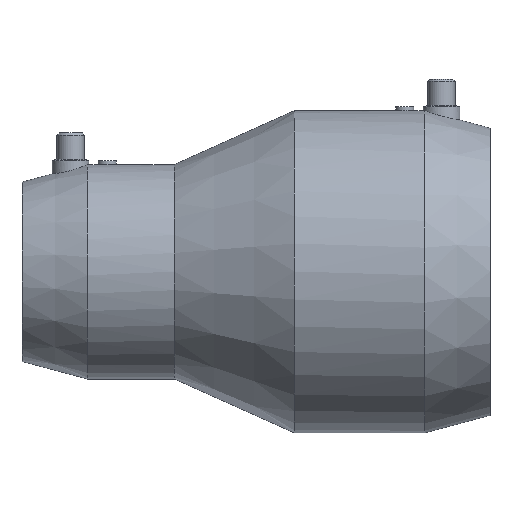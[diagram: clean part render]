
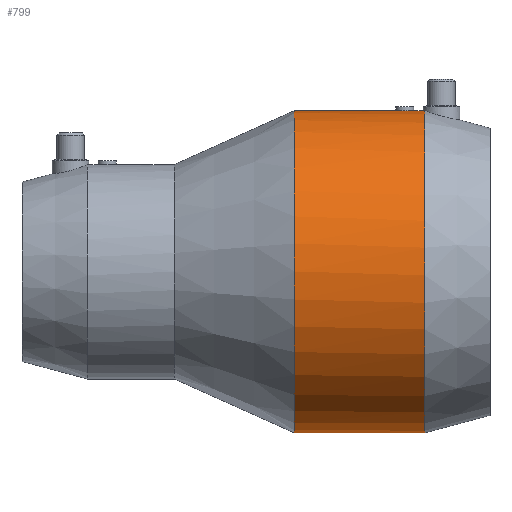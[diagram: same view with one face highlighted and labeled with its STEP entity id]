
A CAD part, top view. The second image highlights one B-rep face of the part: STEP entity #799.
In plain terms, the highlighted cylindrical face has radius 70.25 mm (diameter 140.5 mm), a partial arc.
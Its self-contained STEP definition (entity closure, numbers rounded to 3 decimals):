
#351 = EDGE_CURVE( '', #439, #765, #964, .T. );
#411 = EDGE_CURVE( '', #457, #585, #1029, .T. );
#439 = VERTEX_POINT( '', #1060 );
#441 = EDGE_CURVE( '', #585, #821, #1062, .T. );
#457 = VERTEX_POINT( '', #1078 );
#459 = EDGE_CURVE( '', #579, #877, #1080, .T. );
#567 = EDGE_CURVE( '', #579, #439, #1200, .T. );
#569 = EDGE_CURVE( '', #765, #457, #1202, .T. );
#579 = VERTEX_POINT( '', #1214 );
#585 = VERTEX_POINT( '', #1221 );
#765 = VERTEX_POINT( '', #1428 );
#799 = ADVANCED_FACE( '', ( #1468 ), #1469, .T. );
#821 = VERTEX_POINT( '', #1492 );
#877 = VERTEX_POINT( '', #1557 );
#897 = EDGE_CURVE( '', #821, #877, #1580, .T. );
#964 = CIRCLE( '', #1650, 70.25 );
#1029 = LINE( '', #1911, #1912 );
#1060 = CARTESIAN_POINT( '', ( 44.043, -70.25, 0. ) );
#1062 = B_SPLINE_CURVE_WITH_KNOTS( '', 3, ( #1955, #1956, #1957, #1958, #1959, #1960, #1961, #1962, #1963, #1964, #1965, #1966, #1967, #1968, #1969, #1970, #1971, #1972, #1973, #1974, #1975, #1976, #1977, #1978, #1979, #1980, #1981, #1982, #1983, #1984, #1985, #1986, #1987, #1988 ), .UNSPECIFIED., .F., .F., ( 4, 2, 2, 2, 2, 2, 2, 2, 2, 2, 2, 2, 2, 2, 2, 2, 4 ), ( 6.028, 6.782, 7.535, 8.289, 9.043, 9.796, 10.55, 11.303, 12.057, 12.81, 13.564, 14.317, 15.071, 15.825, 16.578, 17.332, 18.085 ), .UNSPECIFIED. );
#1078 = CARTESIAN_POINT( '', ( 43.333, 70.25, 0. ) );
#1080 = CIRCLE( '', #2025, 70.25 );
#1200 = LINE( '', #2274, #2275 );
#1202 = B_SPLINE_CURVE_WITH_KNOTS( '', 3, ( #2278, #2279, #2280, #2281, #2282, #2283, #2284, #2285, #2286, #2287, #2288, #2289, #2290, #2291 ), .UNSPECIFIED., .F., .F., ( 4, 2, 2, 2, 2, 2, 4 ), ( 8.811, 9.049, 10.557, 12.065, 13.573, 15.082, 15.319 ), .UNSPECIFIED. );
#1214 = CARTESIAN_POINT( '', ( -12.778, -70.25, 0. ) );
#1221 = CARTESIAN_POINT( '', ( 39.333, 70.25, 0. ) );
#1428 = CARTESIAN_POINT( '', ( 44.043, 70.173, 3.294 ) );
#1468 = FACE_OUTER_BOUND( '', #2696, .T. );
#1469 = CYLINDRICAL_SURFACE( '', #2697, 70.25 );
#1492 = CARTESIAN_POINT( '', ( 31.333, 70.25, 0. ) );
#1557 = CARTESIAN_POINT( '', ( -12.778, 70.25, 0. ) );
#1580 = LINE( '', #2838, #2839 );
#1650 = AXIS2_PLACEMENT_3D( '', #2932, #2933, #2934 );
#1911 = CARTESIAN_POINT( '', ( 15.632, 70.25, 0. ) );
#1912 = VECTOR( '', #3000, 1. );
#1955 = CARTESIAN_POINT( '', ( 39.333, 70.25, 0. ) );
#1956 = CARTESIAN_POINT( '', ( 39.333, 70.25, 0.251 ) );
#1957 = CARTESIAN_POINT( '', ( 39.309, 70.249, 0.511 ) );
#1958 = CARTESIAN_POINT( '', ( 39.208, 70.243, 1.028 ) );
#1959 = CARTESIAN_POINT( '', ( 39.131, 70.239, 1.285 ) );
#1960 = CARTESIAN_POINT( '', ( 38.927, 70.228, 1.777 ) );
#1961 = CARTESIAN_POINT( '', ( 38.8, 70.221, 2.013 ) );
#1962 = CARTESIAN_POINT( '', ( 38.506, 70.208, 2.45 ) );
#1963 = CARTESIAN_POINT( '', ( 38.339, 70.2, 2.651 ) );
#1964 = CARTESIAN_POINT( '', ( 37.984, 70.186, 3.006 ) );
#1965 = CARTESIAN_POINT( '', ( 37.784, 70.178, 3.173 ) );
#1966 = CARTESIAN_POINT( '', ( 37.347, 70.165, 3.466 ) );
#1967 = CARTESIAN_POINT( '', ( 37.111, 70.158, 3.593 ) );
#1968 = CARTESIAN_POINT( '', ( 36.618, 70.147, 3.798 ) );
#1969 = CARTESIAN_POINT( '', ( 36.361, 70.143, 3.875 ) );
#1970 = CARTESIAN_POINT( '', ( 35.844, 70.137, 3.976 ) );
#1971 = CARTESIAN_POINT( '', ( 35.585, 70.136, 4. ) );
#1972 = CARTESIAN_POINT( '', ( 35.082, 70.136, 4. ) );
#1973 = CARTESIAN_POINT( '', ( 34.822, 70.137, 3.976 ) );
#1974 = CARTESIAN_POINT( '', ( 34.306, 70.143, 3.875 ) );
#1975 = CARTESIAN_POINT( '', ( 34.049, 70.147, 3.798 ) );
#1976 = CARTESIAN_POINT( '', ( 33.556, 70.158, 3.593 ) );
#1977 = CARTESIAN_POINT( '', ( 33.32, 70.165, 3.466 ) );
#1978 = CARTESIAN_POINT( '', ( 32.883, 70.178, 3.173 ) );
#1979 = CARTESIAN_POINT( '', ( 32.682, 70.186, 3.006 ) );
#1980 = CARTESIAN_POINT( '', ( 32.327, 70.2, 2.651 ) );
#1981 = CARTESIAN_POINT( '', ( 32.161, 70.208, 2.45 ) );
#1982 = CARTESIAN_POINT( '', ( 31.867, 70.221, 2.013 ) );
#1983 = CARTESIAN_POINT( '', ( 31.74, 70.228, 1.777 ) );
#1984 = CARTESIAN_POINT( '', ( 31.536, 70.239, 1.285 ) );
#1985 = CARTESIAN_POINT( '', ( 31.459, 70.243, 1.028 ) );
#1986 = CARTESIAN_POINT( '', ( 31.357, 70.249, 0.511 ) );
#1987 = CARTESIAN_POINT( '', ( 31.333, 70.25, 0.251 ) );
#1988 = CARTESIAN_POINT( '', ( 31.333, 70.25, 0. ) );
#2025 = AXIS2_PLACEMENT_3D( '', #3054, #3055, #3056 );
#2274 = CARTESIAN_POINT( '', ( 15.632, -70.25, 0. ) );
#2275 = VECTOR( '', #3196, 1. );
#2278 = CARTESIAN_POINT( '', ( 44.043, 70.173, 3.294 ) );
#2279 = CARTESIAN_POINT( '', ( 44.008, 70.176, 3.218 ) );
#2280 = CARTESIAN_POINT( '', ( 43.975, 70.18, 3.14 ) );
#2281 = CARTESIAN_POINT( '', ( 43.739, 70.205, 2.57 ) );
#2282 = CARTESIAN_POINT( '', ( 43.584, 70.222, 2.056 ) );
#2283 = CARTESIAN_POINT( '', ( 43.381, 70.244, 1.022 ) );
#2284 = CARTESIAN_POINT( '', ( 43.333, 70.25, 0.503 ) );
#2285 = CARTESIAN_POINT( '', ( 43.333, 70.25, -0.503 ) );
#2286 = CARTESIAN_POINT( '', ( 43.381, 70.244, -1.022 ) );
#2287 = CARTESIAN_POINT( '', ( 43.584, 70.222, -2.056 ) );
#2288 = CARTESIAN_POINT( '', ( 43.739, 70.205, -2.57 ) );
#2289 = CARTESIAN_POINT( '', ( 43.975, 70.18, -3.14 ) );
#2290 = CARTESIAN_POINT( '', ( 44.008, 70.176, -3.218 ) );
#2291 = CARTESIAN_POINT( '', ( 44.043, 70.173, -3.294 ) );
#2696 = EDGE_LOOP( '', ( #3557, #3558, #3559, #3560, #3561, #3562, #3563 ) );
#2697 = AXIS2_PLACEMENT_3D( '', #3564, #3565, #3566 );
#2838 = CARTESIAN_POINT( '', ( 15.632, 70.25, 0. ) );
#2839 = VECTOR( '', #3702, 1. );
#2932 = CARTESIAN_POINT( '', ( 44.043, 0., 0. ) );
#2933 = DIRECTION( '', ( -1., 0., 0. ) );
#2934 = DIRECTION( '', ( 0., 1., 0. ) );
#3000 = DIRECTION( '', ( -1., 0., 0. ) );
#3054 = CARTESIAN_POINT( '', ( -12.778, 0., 0. ) );
#3055 = DIRECTION( '', ( -1., 0., 0. ) );
#3056 = DIRECTION( '', ( 0., 1., 0. ) );
#3196 = DIRECTION( '', ( 1., 0., 0. ) );
#3557 = ORIENTED_EDGE( '', *, *, #411, .T. );
#3558 = ORIENTED_EDGE( '', *, *, #441, .T. );
#3559 = ORIENTED_EDGE( '', *, *, #897, .T. );
#3560 = ORIENTED_EDGE( '', *, *, #459, .F. );
#3561 = ORIENTED_EDGE( '', *, *, #567, .T. );
#3562 = ORIENTED_EDGE( '', *, *, #351, .T. );
#3563 = ORIENTED_EDGE( '', *, *, #569, .T. );
#3564 = CARTESIAN_POINT( '', ( 15.632, 0., 0. ) );
#3565 = DIRECTION( '', ( 1., 0., 0. ) );
#3566 = DIRECTION( '', ( 0., 1., 0. ) );
#3702 = DIRECTION( '', ( -1., 0., 0. ) );
